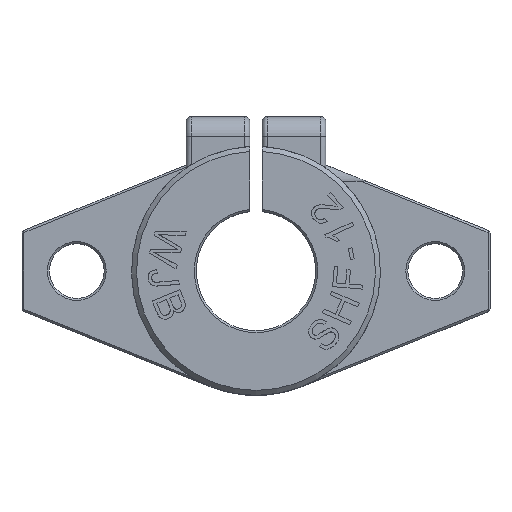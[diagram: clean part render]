
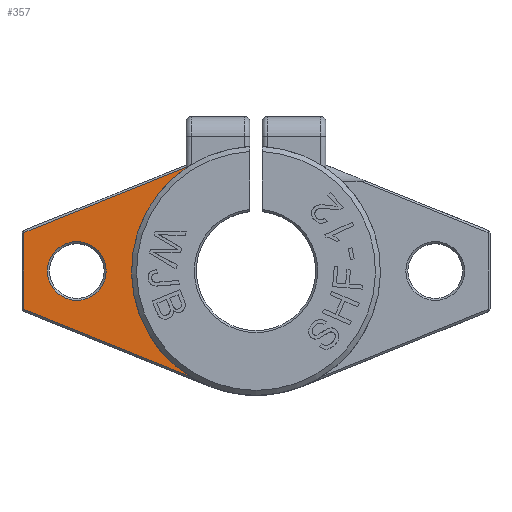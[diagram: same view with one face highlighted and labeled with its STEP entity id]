
A CAD part, top view. The second image highlights one B-rep face of the part: STEP entity #357.
In plain terms, the highlighted planar face has unit normal (0, 0, 1).
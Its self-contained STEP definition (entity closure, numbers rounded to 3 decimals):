
#357=ADVANCED_FACE('',(#714,#715),#520,.T.);
#520=PLANE('',#3177);
#626=CIRCLE('',#3141,12.5);
#646=CIRCLE('',#3175,2.95);
#714=FACE_BOUND('',#768,.T.);
#715=FACE_BOUND('',#769,.T.);
#768=EDGE_LOOP('',(#1116,#1117,#1118,#1119,#1120));
#769=EDGE_LOOP('',(#1121));
#1116=ORIENTED_EDGE('',*,*,#2203,.F.);
#1117=ORIENTED_EDGE('',*,*,#2204,.F.);
#1118=ORIENTED_EDGE('',*,*,#2205,.F.);
#1119=ORIENTED_EDGE('',*,*,#2152,.T.);
#1120=ORIENTED_EDGE('',*,*,#2206,.T.);
#1121=ORIENTED_EDGE('',*,*,#2202,.F.);
#1875=VERTEX_POINT('',#4942);
#1876=VERTEX_POINT('',#4944);
#1917=VERTEX_POINT('',#5059);
#1918=VERTEX_POINT('',#5062);
#1919=VERTEX_POINT('',#5063);
#1920=VERTEX_POINT('',#5065);
#2152=EDGE_CURVE('',#1876,#1875,#626,.T.);
#2202=EDGE_CURVE('',#1917,#1917,#646,.T.);
#2203=EDGE_CURVE('',#1918,#1919,#2706,.T.);
#2204=EDGE_CURVE('',#1920,#1918,#2707,.T.);
#2205=EDGE_CURVE('',#1876,#1920,#2708,.T.);
#2206=EDGE_CURVE('',#1875,#1919,#2709,.T.);
#2706=LINE('',#5061,#2946);
#2707=LINE('',#5064,#2947);
#2708=LINE('',#5066,#2948);
#2709=LINE('',#5067,#2949);
#2946=VECTOR('',#3543,1.);
#2947=VECTOR('',#3544,1.);
#2948=VECTOR('',#3545,1.);
#2949=VECTOR('',#3546,1.);
#3141=AXIS2_PLACEMENT_3D('',#4943,#3449,#3450);
#3175=AXIS2_PLACEMENT_3D('',#5058,#3539,#3540);
#3177=AXIS2_PLACEMENT_3D('',#5068,#3547,#3548);
#3449=DIRECTION('',(0.,0.,-1.));
#3450=DIRECTION('',(-1.,0.,0.));
#3539=DIRECTION('',(0.,0.,1.));
#3540=DIRECTION('',(-1.,0.,0.));
#3543=DIRECTION('',(0.927,0.374,0.));
#3544=DIRECTION('',(0.,1.,0.));
#3545=DIRECTION('',(-0.927,0.374,0.));
#3546=DIRECTION('',(0.,1.,0.));
#3547=DIRECTION('',(0.,0.,1.));
#3548=DIRECTION('',(1.,0.,0.));
#4942=CARTESIAN_POINT('',(-7.,10.356,0.));
#4943=CARTESIAN_POINT('',(0.,0.,0.));
#4944=CARTESIAN_POINT('',(-6.666,-10.574,0.));
#5058=CARTESIAN_POINT('',(-18.,0.,0.));
#5059=CARTESIAN_POINT('',(-15.05,0.,0.));
#5061=CARTESIAN_POINT('',(-23.3,3.865,0.));
#5062=CARTESIAN_POINT('',(-23.3,3.865,0.));
#5063=CARTESIAN_POINT('',(-7.,10.439,0.));
#5064=CARTESIAN_POINT('',(-23.3,-3.865,0.));
#5065=CARTESIAN_POINT('',(-23.3,-3.865,0.));
#5066=CARTESIAN_POINT('',(-6.666,-10.574,0.));
#5067=CARTESIAN_POINT('',(-7.,10.356,0.));
#5068=CARTESIAN_POINT('',(0.,0.,0.));
